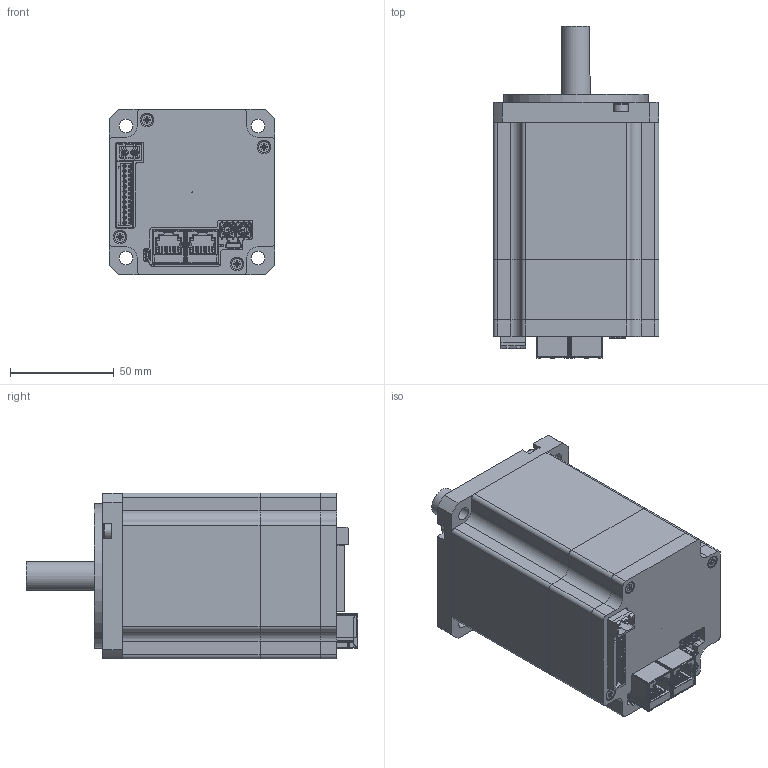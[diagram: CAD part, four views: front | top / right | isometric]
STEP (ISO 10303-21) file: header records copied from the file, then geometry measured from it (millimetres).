
FILE_DESCRIPTION((''),'2;1');
FILE_NAME('PD6-CB80M048030-E-09.stp','2016-04-08T10:14:36',('Administrator'),(''),'Autodesk Inventor 2013','Autodesk Inventor 2013','');
FILE_SCHEMA(('AUTOMOTIVE_DESIGN { 1 0 10303 214 1 1 1 1 }'));
Length unit declared in the file: millimetre
Products named in the file (1): 零件2
Bounding box: 80 x 160.3 x 80 mm (x, y, z)
Volume: 219416.6 mm3; surface area: 127778.4 mm2
Topology: 4 solids, 34 shells, 4874 faces, 13676 edges, 8787 vertices
Faces by surface type: plane 3423, cylinder 1098, bspline 132, cone 108, torus 101, sphere 12
Full cylindrical faces by diameter (mm): 0.01 x1, 0.457 x1, 0.6 x2, 0.9 x4, 1.6 x11, 2.013 x6, 2.459 x4, 2.675 x4, 2.8 x2, 3 x5, 3.2 x2, 3.242 x8, 3.3 x2, 3.4 x4, 4 x8, 4.5 x8, 5 x4, 5.5 x4, 6.05 x2, 6.15 x2, 6.5 x4, 7 x8, 7.2 x4, 14 x1, 15 x1, 20 x1, 28 x2, 32 x2, 32.1 x1, 38 x2
Entity records: 164648 total; most frequent: CARTESIAN_POINT 34701, ORIENTED_EDGE 26752, DIRECTION 24960, EDGE_CURVE 13376, VECTOR 10216, LINE 10216, VERTEX_POINT 8693, AXIS2_PLACEMENT_3D 7372
